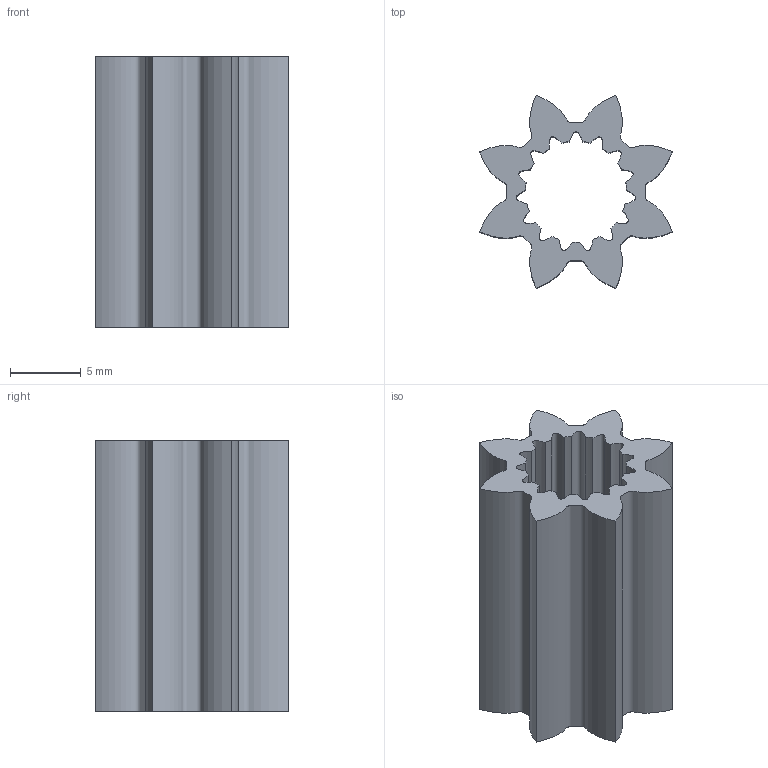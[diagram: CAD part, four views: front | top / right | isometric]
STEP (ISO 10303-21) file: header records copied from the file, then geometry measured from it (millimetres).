
FILE_DESCRIPTION (( 'STEP AP214' ), '1' );
FILE_NAME ('WCP-1006 Rev1.step', '2023-10-11T20:26:33', ( '' ), ( '' ), 'SwSTEP 2.0', 'SolidWorks 2022', '' );
FILE_SCHEMA (( 'AUTOMOTIVE_DESIGN' ));
Length unit declared in the file: inch
Products named in the file (1): WCP-1006 Rev1
Bounding box: 13.56 x 13.56 x 19.05 mm (x, y, z)
Volume: 1169.1 mm3; surface area: 1865.2 mm2
Topology: 1 solids, 1 shells, 49 faces, 141 edges, 94 vertices
Faces by surface type: cylinder 24, bspline 23, plane 2
Entity records: 5241 total; most frequent: CARTESIAN_POINT 4020, ORIENTED_EDGE 282, DIRECTION 197, EDGE_CURVE 141, VERTEX_POINT 94, AXIS2_PLACEMENT_3D 75, EDGE_LOOP 51, ADVANCED_FACE 49
